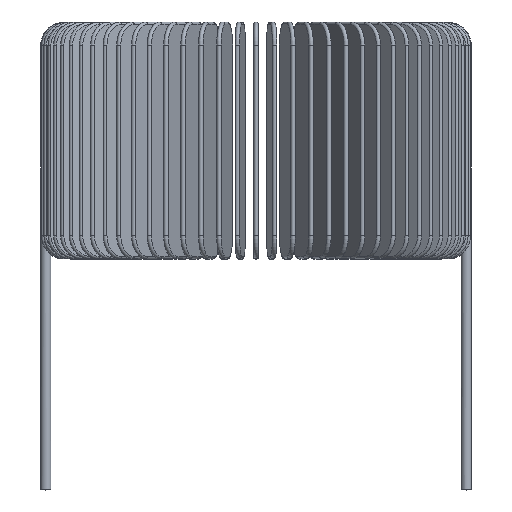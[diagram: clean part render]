
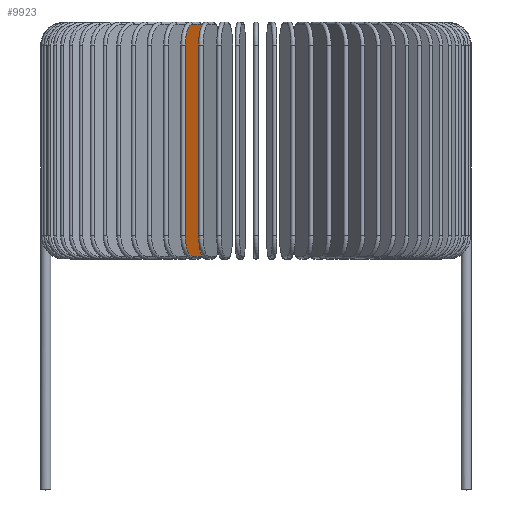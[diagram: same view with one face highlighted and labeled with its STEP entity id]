
A CAD part, top view. The second image highlights one B-rep face of the part: STEP entity #9923.
In plain terms, the highlighted planar face has unit normal (0.94, 0, 0.342).
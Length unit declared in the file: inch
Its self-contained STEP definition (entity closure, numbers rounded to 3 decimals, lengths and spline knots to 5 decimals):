
#9751=DIRECTION('',(0.,-1.,0.));
#9752=VECTOR('',#9751,0.412);
#9753=CARTESIAN_POINT('',(-0.15297,0.462,0.43491));
#9754=LINE('',#9753,#9752);
#9755=CARTESIAN_POINT('',(-0.13758,0.462,0.39262));
#9756=DIRECTION('',(0.94,0.,0.342));
#9757=DIRECTION('',(0.,1.,0.));
#9758=AXIS2_PLACEMENT_3D('',#9755,#9756,#9757);
#9760=DIRECTION('',(-0.342,0.,0.94));
#9761=VECTOR('',#9760,0.05);
#9762=CARTESIAN_POINT('',(-0.12048,0.507,0.34564));
#9763=LINE('',#9762,#9761);
#9764=CARTESIAN_POINT('',(-0.12048,0.462,0.34564));
#9765=DIRECTION('',(0.94,0.,0.342));
#9766=DIRECTION('',(0.342,0.,-0.94));
#9767=AXIS2_PLACEMENT_3D('',#9764,#9765,#9766);
#9769=DIRECTION('',(0.,1.,0.));
#9770=VECTOR('',#9769,0.412);
#9771=CARTESIAN_POINT('',(-0.10509,0.05,0.30335));
#9772=LINE('',#9771,#9770);
#9773=CARTESIAN_POINT('',(-0.12048,0.05,0.34564));
#9774=DIRECTION('',(0.94,0.,0.342));
#9775=DIRECTION('',(0.,-1.,0.));
#9776=AXIS2_PLACEMENT_3D('',#9773,#9774,#9775);
#9778=DIRECTION('',(0.342,0.,-0.94));
#9779=VECTOR('',#9778,0.05);
#9780=CARTESIAN_POINT('',(-0.13758,0.005,0.39262));
#9781=LINE('',#9780,#9779);
#9782=CARTESIAN_POINT('',(-0.13758,0.05,0.39262));
#9783=DIRECTION('',(0.94,0.,0.342));
#9784=DIRECTION('',(-0.342,0.,0.94));
#9785=AXIS2_PLACEMENT_3D('',#9782,#9783,#9784);
#9821=CARTESIAN_POINT('',(-0.15297,0.462,0.43491));
#9822=CARTESIAN_POINT('',(-0.15297,0.05,0.43491));
#9823=VERTEX_POINT('',#9821);
#9824=VERTEX_POINT('',#9822);
#9827=CARTESIAN_POINT('',(-0.13758,0.005,0.39262));
#9828=VERTEX_POINT('',#9827);
#9831=CARTESIAN_POINT('',(-0.12048,0.005,0.34564));
#9832=VERTEX_POINT('',#9831);
#9835=CARTESIAN_POINT('',(-0.10509,0.05,0.30335));
#9836=VERTEX_POINT('',#9835);
#9839=CARTESIAN_POINT('',(-0.10509,0.462,0.30335));
#9840=VERTEX_POINT('',#9839);
#9843=CARTESIAN_POINT('',(-0.12048,0.507,0.34564));
#9844=VERTEX_POINT('',#9843);
#9847=CARTESIAN_POINT('',(-0.13758,0.507,0.39262));
#9848=VERTEX_POINT('',#9847);
#9902=CARTESIAN_POINT('',(-0.15468,0.,0.43961));
#9903=DIRECTION('',(0.94,0.,0.342));
#9904=DIRECTION('',(0.342,0.,-0.94));
#9905=AXIS2_PLACEMENT_3D('',#9902,#9903,#9904);
#9906=PLANE('',#9905);
#9907=ORIENTED_EDGE('',*,*,#9895,.F.);
#9908=ORIENTED_EDGE('',*,*,#9858,.F.);
#9910=ORIENTED_EDGE('',*,*,#9909,.F.);
#9912=ORIENTED_EDGE('',*,*,#9911,.F.);
#9914=ORIENTED_EDGE('',*,*,#9913,.F.);
#9916=ORIENTED_EDGE('',*,*,#9915,.F.);
#9918=ORIENTED_EDGE('',*,*,#9917,.F.);
#9920=ORIENTED_EDGE('',*,*,#9919,.F.);
#9921=EDGE_LOOP('',(#9907,#9908,#9910,#9912,#9914,#9916,#9918,#9920));
#9922=FACE_OUTER_BOUND('',#9921,.F.);
#9759=CIRCLE('',#9758,0.045);
#9768=CIRCLE('',#9767,0.045);
#9777=CIRCLE('',#9776,0.045);
#9786=CIRCLE('',#9785,0.045);
#9858=EDGE_CURVE('',#9848,#9823,#9759,.T.);
#9895=EDGE_CURVE('',#9823,#9824,#9754,.T.);
#9909=EDGE_CURVE('',#9844,#9848,#9763,.T.);
#9911=EDGE_CURVE('',#9840,#9844,#9768,.T.);
#9913=EDGE_CURVE('',#9836,#9840,#9772,.T.);
#9915=EDGE_CURVE('',#9832,#9836,#9777,.T.);
#9917=EDGE_CURVE('',#9828,#9832,#9781,.T.);
#9919=EDGE_CURVE('',#9824,#9828,#9786,.T.);
#9923=ADVANCED_FACE('',(#9922),#9906,.T.);
